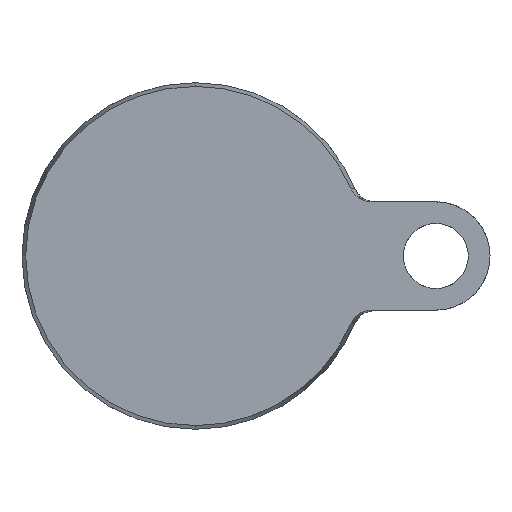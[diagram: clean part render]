
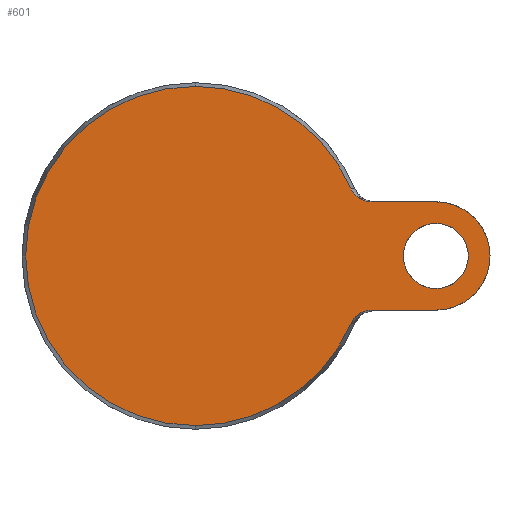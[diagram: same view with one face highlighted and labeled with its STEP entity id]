
A CAD part, front view. The second image highlights one B-rep face of the part: STEP entity #601.
In plain terms, the highlighted planar face has unit normal (0, -1, 0).
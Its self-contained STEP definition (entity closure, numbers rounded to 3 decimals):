
#2 = CARTESIAN_POINT ( 'NONE',  ( 0., 0., 0. ) ) ;
#6 = ORIENTED_EDGE ( 'NONE', *, *, #989, .F. ) ;
#31 = EDGE_CURVE ( 'NONE', #957, #1155, #124, .T. ) ;
#37 = VERTEX_POINT ( 'NONE', #361 ) ;
#43 = DIRECTION ( 'NONE',  ( 0., 0., -1. ) ) ;
#57 = VECTOR ( 'NONE', #1422, 1000. ) ;
#76 = EDGE_CURVE ( 'NONE', #1475, #175, #695, .T. ) ;
#91 = CARTESIAN_POINT ( 'NONE',  ( 37.397, 0., -13.606 ) ) ;
#103 = CIRCLE ( 'NONE', #443, 7.5 ) ;
#124 = LINE ( 'NONE', #1261, #817 ) ;
#129 = CARTESIAN_POINT ( 'NONE',  ( 55.5, 0., 0. ) ) ;
#141 = CARTESIAN_POINT ( 'NONE',  ( 55.5, 0., 7.5 ) ) ;
#150 = CARTESIAN_POINT ( 'NONE',  ( 0., 0., 0. ) ) ;
#155 = EDGE_CURVE ( 'NONE', #931, #776, #1034, .T. ) ;
#167 = CARTESIAN_POINT ( 'NONE',  ( 55.5, 0., -12.5 ) ) ;
#174 = DIRECTION ( 'NONE',  ( 0., 0., 1. ) ) ;
#175 = VERTEX_POINT ( 'NONE', #141 ) ;
#185 = CARTESIAN_POINT ( 'NONE',  ( 38.891, 0., -12.781 ) ) ;
#195 = CARTESIAN_POINT ( 'NONE',  ( 40.085, 0., 12.5 ) ) ;
#203 = CARTESIAN_POINT ( 'NONE',  ( 37.032, 0., 13.927 ) ) ;
#206 = CARTESIAN_POINT ( 'NONE',  ( 35.928, 0., -15.535 ) ) ;
#212 = B_SPLINE_CURVE_WITH_KNOTS ( 'NONE', 3,
 ( #1013, #195, #664, #996, #335, #1461, #431, #1235, #915, #203, #1362, #304, #1119, #1020 ),
 .UNSPECIFIED., .F., .F.,
 ( 4, 2, 2, 2, 2, 2, 4 ),
 ( 0., 0.001, 0.002, 0.003, 0.004, 0.004, 0.006 ),
 .UNSPECIFIED. ) ;
#221 = CARTESIAN_POINT ( 'NONE',  ( 40.579, 0., -12.5 ) ) ;
#238 = AXIS2_PLACEMENT_3D ( 'NONE', #150, #1418, #43 ) ;
#251 = CIRCLE ( 'NONE', #1092, 12.5 ) ;
#273 = CARTESIAN_POINT ( 'NONE',  ( 55.5, 0., 12.5 ) ) ;
#278 = EDGE_CURVE ( 'NONE', #823, #37, #1038, .T. ) ;
#285 = B_SPLINE_CURVE_WITH_KNOTS ( 'NONE', 3,
 ( #1482, #1340, #449, #786, #1126, #91, #1241, #669, #549, #901, #185, #1469, #1135, #909 ),
 .UNSPECIFIED., .F., .F.,
 ( 4, 2, 2, 2, 2, 2, 4 ),
 ( 0., 0.001, 0.002, 0.003, 0.004, 0.004, 0.006 ),
 .UNSPECIFIED. ) ;
#286 = DIRECTION ( 'NONE',  ( 0., 1., 0. ) ) ;
#304 = CARTESIAN_POINT ( 'NONE',  ( 36.388, 0., 14.659 ) ) ;
#335 = CARTESIAN_POINT ( 'NONE',  ( 38.665, 0., 12.866 ) ) ;
#361 = CARTESIAN_POINT ( 'NONE',  ( 0., 0., 39.143 ) ) ;
#398 = DIRECTION ( 'NONE',  ( 0., 1., 0. ) ) ;
#431 = CARTESIAN_POINT ( 'NONE',  ( 38.008, 0., 13.187 ) ) ;
#443 = AXIS2_PLACEMENT_3D ( 'NONE', #1323, #750, #174 ) ;
#449 = CARTESIAN_POINT ( 'NONE',  ( 36.381, 0., -14.668 ) ) ;
#474 = EDGE_CURVE ( 'NONE', #37, #931, #505, .T. ) ;
#500 = CARTESIAN_POINT ( 'NONE',  ( -39.143, 0., 0. ) ) ;
#505 = CIRCLE ( 'NONE', #1199, 39.143 ) ;
#527 = CARTESIAN_POINT ( 'NONE',  ( 55.5, 0., 0. ) ) ;
#532 = EDGE_LOOP ( 'NONE', ( #852, #1233 ) ) ;
#549 = CARTESIAN_POINT ( 'NONE',  ( 38.218, 0., -13.072 ) ) ;
#576 = CARTESIAN_POINT ( 'NONE',  ( 35.928, 0., 15.535 ) ) ;
#577 = AXIS2_PLACEMENT_3D ( 'NONE', #500, #398, #1059 ) ;
#601 = ADVANCED_FACE ( 'NONE', ( #849, #1088 ), #969, .F. ) ;
#620 = CARTESIAN_POINT ( 'NONE',  ( 55.5, 0., -7.5 ) ) ;
#655 = EDGE_LOOP ( 'NONE', ( #6, #1454, #1184, #936, #1176, #663, #1389, #908 ) ) ;
#663 = ORIENTED_EDGE ( 'NONE', *, *, #1129, .T. ) ;
#664 = CARTESIAN_POINT ( 'NONE',  ( 39.603, 0., 12.57 ) ) ;
#669 = CARTESIAN_POINT ( 'NONE',  ( 38., 0., -13.192 ) ) ;
#695 = CIRCLE ( 'NONE', #1270, 7.5 ) ;
#750 = DIRECTION ( 'NONE',  ( 0., 1., 0. ) ) ;
#754 = CARTESIAN_POINT ( 'NONE',  ( 15., 0., 12.5 ) ) ;
#776 = VERTEX_POINT ( 'NONE', #206 ) ;
#786 = CARTESIAN_POINT ( 'NONE',  ( 36.857, 0., -14.106 ) ) ;
#800 = DIRECTION ( 'NONE',  ( 0., 1., 0. ) ) ;
#817 = VECTOR ( 'NONE', #940, 1000. ) ;
#818 = CARTESIAN_POINT ( 'NONE',  ( 0., 0., 0. ) ) ;
#823 = VERTEX_POINT ( 'NONE', #576 ) ;
#849 = FACE_OUTER_BOUND ( 'NONE', #655, .T. ) ;
#851 = CARTESIAN_POINT ( 'NONE',  ( 40.579, 0., 12.5 ) ) ;
#852 = ORIENTED_EDGE ( 'NONE', *, *, #76, .T. ) ;
#901 = CARTESIAN_POINT ( 'NONE',  ( 38.663, 0., -12.866 ) ) ;
#908 = ORIENTED_EDGE ( 'NONE', *, *, #955, .F. ) ;
#909 = CARTESIAN_POINT ( 'NONE',  ( 40.579, 0., -12.5 ) ) ;
#915 = CARTESIAN_POINT ( 'NONE',  ( 37.4, 0., 13.603 ) ) ;
#921 = DIRECTION ( 'NONE',  ( 0., -1., 0. ) ) ;
#929 = DIRECTION ( 'NONE',  ( 0., 0., 1. ) ) ;
#931 = VERTEX_POINT ( 'NONE', #1259 ) ;
#936 = ORIENTED_EDGE ( 'NONE', *, *, #474, .T. ) ;
#940 = DIRECTION ( 'NONE',  ( -1., 0., 0. ) ) ;
#954 = DIRECTION ( 'NONE',  ( 0., -1., 0. ) ) ;
#955 = EDGE_CURVE ( 'NONE', #1003, #957, #251, .T. ) ;
#957 = VERTEX_POINT ( 'NONE', #167 ) ;
#969 = PLANE ( 'NONE',  #577 ) ;
#989 = EDGE_CURVE ( 'NONE', #1387, #1003, #1412, .T. ) ;
#996 = CARTESIAN_POINT ( 'NONE',  ( 38.897, 0., 12.778 ) ) ;
#1003 = VERTEX_POINT ( 'NONE', #273 ) ;
#1012 = AXIS2_PLACEMENT_3D ( 'NONE', #818, #954, #1061 ) ;
#1013 = CARTESIAN_POINT ( 'NONE',  ( 40.579, 0., 12.5 ) ) ;
#1020 = CARTESIAN_POINT ( 'NONE',  ( 35.928, 0., 15.535 ) ) ;
#1024 = DIRECTION ( 'NONE',  ( 0., 0., -1. ) ) ;
#1034 = CIRCLE ( 'NONE', #238, 39.143 ) ;
#1038 = CIRCLE ( 'NONE', #1012, 39.143 ) ;
#1059 = DIRECTION ( 'NONE',  ( 0., 0., 1. ) ) ;
#1061 = DIRECTION ( 'NONE',  ( 0., 0., -1. ) ) ;
#1088 = FACE_BOUND ( 'NONE', #532, .T. ) ;
#1092 = AXIS2_PLACEMENT_3D ( 'NONE', #527, #286, #1203 ) ;
#1110 = EDGE_CURVE ( 'NONE', #1387, #823, #212, .T. ) ;
#1119 = CARTESIAN_POINT ( 'NONE',  ( 36.124, 0., 15.081 ) ) ;
#1126 = CARTESIAN_POINT ( 'NONE',  ( 37.031, 0., -13.929 ) ) ;
#1129 = EDGE_CURVE ( 'NONE', #776, #1155, #285, .T. ) ;
#1135 = CARTESIAN_POINT ( 'NONE',  ( 40.085, 0., -12.5 ) ) ;
#1155 = VERTEX_POINT ( 'NONE', #221 ) ;
#1176 = ORIENTED_EDGE ( 'NONE', *, *, #155, .T. ) ;
#1184 = ORIENTED_EDGE ( 'NONE', *, *, #278, .T. ) ;
#1199 = AXIS2_PLACEMENT_3D ( 'NONE', #2, #921, #1024 ) ;
#1203 = DIRECTION ( 'NONE',  ( 0., 0., -1. ) ) ;
#1233 = ORIENTED_EDGE ( 'NONE', *, *, #1372, .T. ) ;
#1235 = CARTESIAN_POINT ( 'NONE',  ( 37.598, 0., 13.453 ) ) ;
#1241 = CARTESIAN_POINT ( 'NONE',  ( 37.591, 0., -13.458 ) ) ;
#1259 = CARTESIAN_POINT ( 'NONE',  ( 0., 0., -39.143 ) ) ;
#1261 = CARTESIAN_POINT ( 'NONE',  ( 15., 0., -12.5 ) ) ;
#1270 = AXIS2_PLACEMENT_3D ( 'NONE', #129, #800, #929 ) ;
#1323 = CARTESIAN_POINT ( 'NONE',  ( 55.5, 0., 0. ) ) ;
#1340 = CARTESIAN_POINT ( 'NONE',  ( 36.124, 0., -15.081 ) ) ;
#1362 = CARTESIAN_POINT ( 'NONE',  ( 36.861, 0., 14.101 ) ) ;
#1372 = EDGE_CURVE ( 'NONE', #175, #1475, #103, .T. ) ;
#1387 = VERTEX_POINT ( 'NONE', #851 ) ;
#1389 = ORIENTED_EDGE ( 'NONE', *, *, #31, .F. ) ;
#1412 = LINE ( 'NONE', #754, #57 ) ;
#1418 = DIRECTION ( 'NONE',  ( 0., -1., 0. ) ) ;
#1422 = DIRECTION ( 'NONE',  ( 1., 0., 0. ) ) ;
#1454 = ORIENTED_EDGE ( 'NONE', *, *, #1110, .T. ) ;
#1461 = CARTESIAN_POINT ( 'NONE',  ( 38.221, 0., 13.07 ) ) ;
#1469 = CARTESIAN_POINT ( 'NONE',  ( 39.592, 0., -12.572 ) ) ;
#1475 = VERTEX_POINT ( 'NONE', #620 ) ;
#1482 = CARTESIAN_POINT ( 'NONE',  ( 35.928, 0., -15.535 ) ) ;
